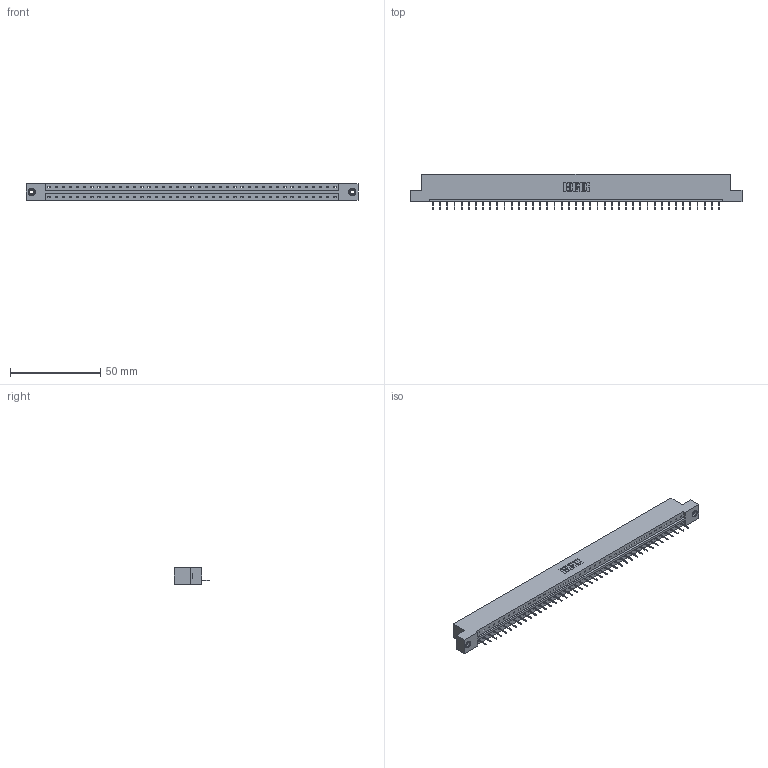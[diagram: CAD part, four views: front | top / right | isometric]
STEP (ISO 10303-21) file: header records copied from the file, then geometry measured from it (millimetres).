
FILE_DESCRIPTION (( 'STEP AP203' ), '1' );
FILE_NAME ('833-041-524-108.STEP', '2020-06-03T19:01:18', ( '' ), ( '' ), 'SwSTEP 2.0', 'SolidWorks 2020', '' );
FILE_SCHEMA (( 'CONFIG_CONTROL_DESIGN' ));
Length unit declared in the file: inch
Products named in the file (4): 345-250-001_345-250-003-102; 345-292-001_345-293-124; 833-041-524-108; 833 Part_Flush - .156 Dia - TI
Assembly tree (44 placements, depth 2):
  833-041-524-108
    833 Part_Flush - .156 Dia - TI
    345-292-001_345-293-124  x41
    345-250-001_345-250-003-102  x2
Bounding box: 184 x 19.69 x 9.4 mm (x, y, z)
Volume: 18338.3 mm3; surface area: 19304.4 mm2
Topology: 44 solids, 44 shells, 2716 faces, 7827 edges, 5046 vertices
Faces by surface type: plane 2070, cylinder 630, cone 12, torus 4
Entity records: 26454 total; most frequent: CARTESIAN_POINT 4544, ORIENTED_EDGE 4514, DIRECTION 3869, EDGE_CURVE 2257, VECTOR 2113, LINE 2113, VERTEX_POINT 1496, AXIS2_PLACEMENT_3D 878
